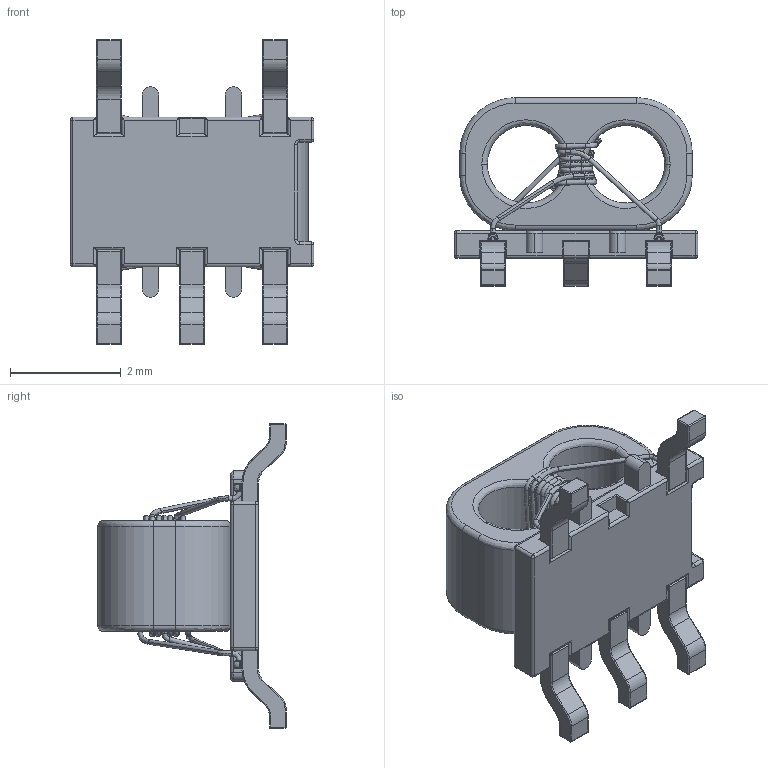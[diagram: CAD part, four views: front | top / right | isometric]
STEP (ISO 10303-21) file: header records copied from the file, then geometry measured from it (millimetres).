
FILE_DESCRIPTION (( 'STEP AP214' ), '1' );
FILE_NAME ('User Library-2BA5532 5pin with wires.STEP', '2022-03-25T11:56:40', ( '' ), ( '' ), 'SwSTEP 2.0', 'SolidWorks 2021', '' );
FILE_SCHEMA (( 'AUTOMOTIVE_DESIGN' ));
Length unit declared in the file: millimetre
Products named in the file (1): User Library-2BA5532 5pin with wires
Bounding box: 4.4 x 3.4 x 5.5 mm (x, y, z)
Volume: 19.4 mm3; surface area: 112 mm2
Topology: 15 solids, 15 shells, 756 faces, 1795 edges, 958 vertices
Faces by surface type: bspline 354, cylinder 292, plane 110
Entity records: 37967 total; most frequent: CARTESIAN_POINT 14580, ORIENTED_EDGE 3354, DIRECTION 2918, EDGE_CURVE 1677, AXIS2_PLACEMENT_3D 1182, VERTEX_POINT 951, CIRCLE 779, UNCERTAINTY_MEASURE_WITH_UNIT 773
